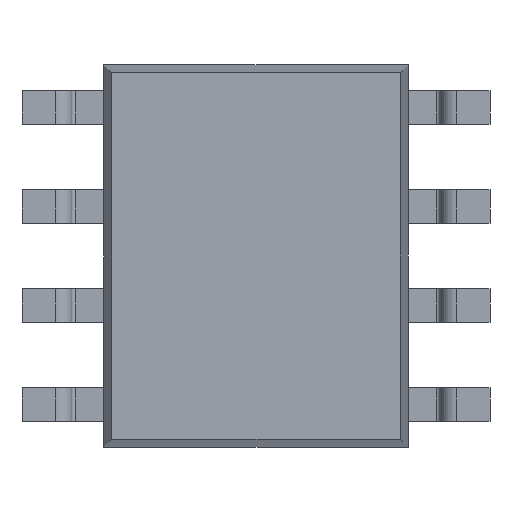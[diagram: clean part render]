
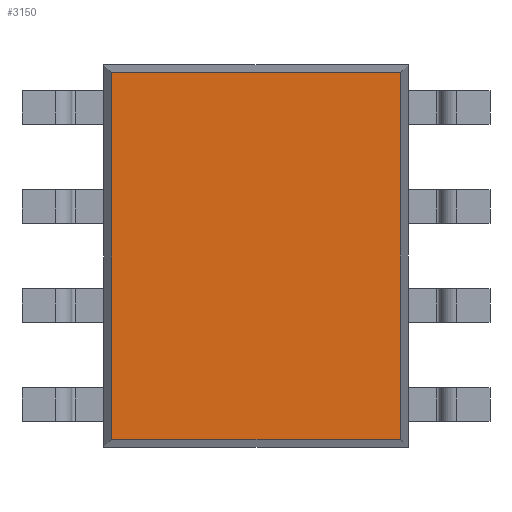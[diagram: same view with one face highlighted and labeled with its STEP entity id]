
A CAD part, front view. The second image highlights one B-rep face of the part: STEP entity #3150.
In plain terms, the highlighted planar face has unit normal (0, -1, 0).
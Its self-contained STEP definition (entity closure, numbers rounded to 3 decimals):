
#29 = VECTOR ( 'NONE', #3555, 1000. ) ;
#369 = LINE ( 'NONE', #1162, #29 ) ;
#584 = VECTOR ( 'NONE', #3089, 1000. ) ;
#778 = EDGE_CURVE ( 'NONE', #1866, #2406, #369, .T. ) ;
#789 = ORIENTED_EDGE ( 'NONE', *, *, #1914, .T. ) ;
#875 = CARTESIAN_POINT ( 'NONE',  ( 0., 0.175, 0. ) ) ;
#972 = VECTOR ( 'NONE', #2409, 1000. ) ;
#1153 = CARTESIAN_POINT ( 'NONE',  ( -1.85, 0.175, -2.35 ) ) ;
#1162 = CARTESIAN_POINT ( 'NONE',  ( -1.85, 0.175, 2.45 ) ) ;
#1172 = AXIS2_PLACEMENT_3D ( 'NONE', #875, #2643, #1175 ) ;
#1175 = DIRECTION ( 'NONE',  ( 0., 0., -1. ) ) ;
#1215 = LINE ( 'NONE', #2106, #972 ) ;
#1334 = CARTESIAN_POINT ( 'NONE',  ( 1.85, 0.175, -2.45 ) ) ;
#1489 = ORIENTED_EDGE ( 'NONE', *, *, #2565, .T. ) ;
#1501 = EDGE_CURVE ( 'NONE', #2406, #3177, #2986, .T. ) ;
#1537 = CARTESIAN_POINT ( 'NONE',  ( -1.85, 0.175, 2.35 ) ) ;
#1599 = FACE_OUTER_BOUND ( 'NONE', #2952, .T. ) ;
#1782 = CARTESIAN_POINT ( 'NONE',  ( 1.85, 0.175, -2.35 ) ) ;
#1794 = PLANE ( 'NONE',  #1172 ) ;
#1813 = CARTESIAN_POINT ( 'NONE',  ( 1.85, 0.175, 2.35 ) ) ;
#1858 = CARTESIAN_POINT ( 'NONE',  ( -1.95, 0.175, -2.35 ) ) ;
#1866 = VERTEX_POINT ( 'NONE', #1537 ) ;
#1914 = EDGE_CURVE ( 'NONE', #3177, #2471, #3568, .T. ) ;
#1948 = DIRECTION ( 'NONE',  ( 1., 0., 0. ) ) ;
#2106 = CARTESIAN_POINT ( 'NONE',  ( 1.95, 0.175, 2.35 ) ) ;
#2131 = VECTOR ( 'NONE', #1948, 1000. ) ;
#2406 = VERTEX_POINT ( 'NONE', #1153 ) ;
#2409 = DIRECTION ( 'NONE',  ( -1., 0., 0. ) ) ;
#2471 = VERTEX_POINT ( 'NONE', #1813 ) ;
#2565 = EDGE_CURVE ( 'NONE', #2471, #1866, #1215, .T. ) ;
#2643 = DIRECTION ( 'NONE',  ( 0., -1., 0. ) ) ;
#2669 = ORIENTED_EDGE ( 'NONE', *, *, #778, .T. ) ;
#2902 = ORIENTED_EDGE ( 'NONE', *, *, #1501, .T. ) ;
#2952 = EDGE_LOOP ( 'NONE', ( #2902, #789, #1489, #2669 ) ) ;
#2986 = LINE ( 'NONE', #1858, #2131 ) ;
#3089 = DIRECTION ( 'NONE',  ( 0., 0., 1. ) ) ;
#3150 = ADVANCED_FACE ( 'NONE', ( #1599 ), #1794, .T. ) ;
#3177 = VERTEX_POINT ( 'NONE', #1782 ) ;
#3555 = DIRECTION ( 'NONE',  ( 0., 0., -1. ) ) ;
#3568 = LINE ( 'NONE', #1334, #584 ) ;
